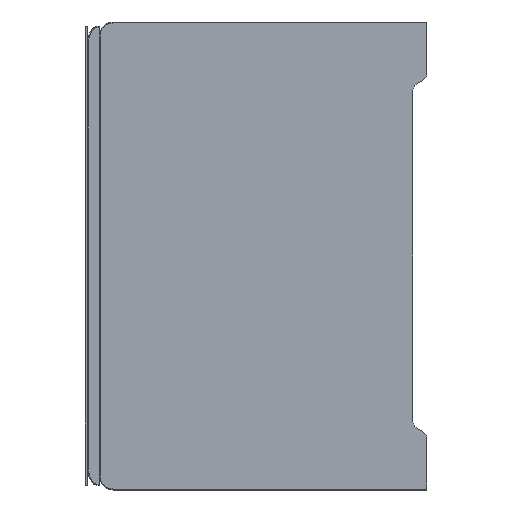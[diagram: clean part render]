
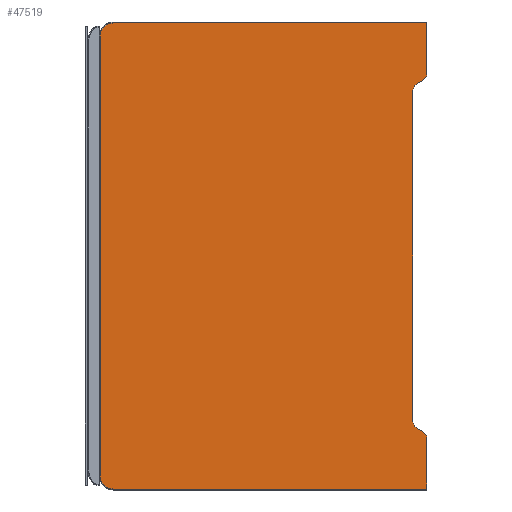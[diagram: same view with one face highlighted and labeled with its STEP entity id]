
A CAD part, left-side view. The second image highlights one B-rep face of the part: STEP entity #47519.
In plain terms, the highlighted planar face has unit normal (-1, 0, 0).
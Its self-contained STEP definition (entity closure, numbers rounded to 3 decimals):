
#655=CARTESIAN_POINT('',(0.,67.,-97.));
#656=DIRECTION('',(1.,0.,0.));
#657=DIRECTION('',(0.,0.,-1.));
#658=AXIS2_PLACEMENT_3D('',#655,#656,#657);
#660=CARTESIAN_POINT('',(0.,67.,-3.));
#661=DIRECTION('',(1.,0.,0.));
#662=DIRECTION('',(0.,1.,0.));
#663=AXIS2_PLACEMENT_3D('',#660,#661,#662);
#665=CARTESIAN_POINT('',(0.,1.732,-11.));
#666=DIRECTION('',(1.,0.,0.));
#667=DIRECTION('',(0.,-1.,0.));
#668=AXIS2_PLACEMENT_3D('',#665,#666,#667);
#670=DIRECTION('',(0.,0.866,-0.5));
#671=VECTOR('',#670,1.309);
#672=CARTESIAN_POINT('',(0.,0.866,-12.5));
#673=LINE('',#672,#671);
#674=CARTESIAN_POINT('',(0.,1.,-14.887));
#675=DIRECTION('',(-1.,0.,0.));
#676=DIRECTION('',(0.,0.5,0.866));
#677=AXIS2_PLACEMENT_3D('',#674,#675,#676);
#679=CARTESIAN_POINT('',(0.,1.,-85.113));
#680=DIRECTION('',(-1.,0.,0.));
#681=DIRECTION('',(0.,1.,0.));
#682=AXIS2_PLACEMENT_3D('',#679,#680,#681);
#684=DIRECTION('',(0.,-0.866,-0.5));
#685=VECTOR('',#684,1.309);
#686=CARTESIAN_POINT('',(0.,2.,-86.845));
#687=LINE('',#686,#685);
#688=CARTESIAN_POINT('',(0.,1.732,-89.));
#689=DIRECTION('',(1.,0.,0.));
#690=DIRECTION('',(0.,-0.5,0.866));
#691=AXIS2_PLACEMENT_3D('',#688,#689,#690);
#697=DIRECTION('',(0.,-1.,0.));
#698=VECTOR('',#697,67.);
#699=CARTESIAN_POINT('',(0.,67.,
-99.8));
#700=LINE('',#699,#698);
#715=DIRECTION('',(0.,0.,1.));
#716=VECTOR('',#715,10.8);
#717=CARTESIAN_POINT('',(0.,0.,-99.8));
#718=LINE('',#717,#716);
#755=DIRECTION('',(0.,0.,1.));
#756=VECTOR('',#755,70.226);
#757=CARTESIAN_POINT('',(0.,3.,-85.113));
#758=LINE('',#757,#756);
#834=DIRECTION('',(0.,0.,1.));
#835=VECTOR('',#834,10.8);
#836=CARTESIAN_POINT('',(0.,0.,-11.));
#837=LINE('',#836,#835);
#36933=DIRECTION('',(0.,1.,0.));
#36934=VECTOR('',#36933,67.);
#36935=CARTESIAN_POINT('',(0.,0.,-0.2));
#36936=LINE('',#36935,#36934);
#36956=DIRECTION('',(0.,0.,-1.));
#36957=VECTOR('',#36956,94.);
#36958=CARTESIAN_POINT('',(0.,69.8,
-3.));
#36959=LINE('',#36958,#36957);
#43201=CARTESIAN_POINT('',(0.,67.,
-99.8));
#43202=CARTESIAN_POINT('',(0.,69.8,
-97.));
#43203=VERTEX_POINT('',#43201);
#43204=VERTEX_POINT('',#43202);
#43205=CARTESIAN_POINT('',(0.,0.,-99.8));
#43206=VERTEX_POINT('',#43205);
#43207=CARTESIAN_POINT('',(0.,69.8,
-3.));
#43208=VERTEX_POINT('',#43207);
#43209=CARTESIAN_POINT('',(0.,67.,
-0.2));
#43210=VERTEX_POINT('',#43209);
#43211=CARTESIAN_POINT('',(0.,0.,-0.2));
#43212=VERTEX_POINT('',#43211);
#43213=CARTESIAN_POINT('',(0.,0.,-11.));
#43214=VERTEX_POINT('',#43213);
#43215=CARTESIAN_POINT('',(0.,0.866,-12.5));
#43216=VERTEX_POINT('',#43215);
#43217=CARTESIAN_POINT('',(0.,2.,-13.155));
#43218=VERTEX_POINT('',#43217);
#43219=CARTESIAN_POINT('',(0.,3.,-14.887));
#43220=VERTEX_POINT('',#43219);
#43221=CARTESIAN_POINT('',(0.,3.,-85.113));
#43222=VERTEX_POINT('',#43221);
#43223=CARTESIAN_POINT('',(0.,2.,-86.845));
#43224=VERTEX_POINT('',#43223);
#43225=CARTESIAN_POINT('',(0.,0.866,-87.5));
#43226=VERTEX_POINT('',#43225);
#43227=CARTESIAN_POINT('',(0.,0.,-89.));
#43228=VERTEX_POINT('',#43227);
#47485=CARTESIAN_POINT('',(0.,34.9,-50.));
#47486=DIRECTION('',(1.,0.,0.));
#47487=DIRECTION('',(0.,0.,1.));
#47488=AXIS2_PLACEMENT_3D('',#47485,#47486,#47487);
#47489=PLANE('',#47488);
#47491=ORIENTED_EDGE('',*,*,#47490,.F.);
#47492=ORIENTED_EDGE('',*,*,#47475,.T.);
#47494=ORIENTED_EDGE('',*,*,#47493,.F.);
#47496=ORIENTED_EDGE('',*,*,#47495,.T.);
#47498=ORIENTED_EDGE('',*,*,#47497,.F.);
#47500=ORIENTED_EDGE('',*,*,#47499,.F.);
#47502=ORIENTED_EDGE('',*,*,#47501,.T.);
#47504=ORIENTED_EDGE('',*,*,#47503,.T.);
#47506=ORIENTED_EDGE('',*,*,#47505,.T.);
#47508=ORIENTED_EDGE('',*,*,#47507,.F.);
#47510=ORIENTED_EDGE('',*,*,#47509,.T.);
#47512=ORIENTED_EDGE('',*,*,#47511,.T.);
#47514=ORIENTED_EDGE('',*,*,#47513,.T.);
#47516=ORIENTED_EDGE('',*,*,#47515,.F.);
#47517=EDGE_LOOP('',(#47491,#47492,#47494,#47496,#47498,#47500,#47502,#47504,
#47506,#47508,#47510,#47512,#47514,#47516));
#47518=FACE_OUTER_BOUND('',#47517,.F.);
#659=CIRCLE('',#658,2.8);
#664=CIRCLE('',#663,2.8);
#669=CIRCLE('',#668,1.732);
#678=CIRCLE('',#677,2.);
#683=CIRCLE('',#682,2.);
#692=CIRCLE('',#691,1.732);
#47475=EDGE_CURVE('',#43203,#43204,#659,.T.);
#47490=EDGE_CURVE('',#43203,#43206,#700,.T.);
#47493=EDGE_CURVE('',#43208,#43204,#36959,.T.);
#47495=EDGE_CURVE('',#43208,#43210,#664,.T.);
#47497=EDGE_CURVE('',#43212,#43210,#36936,.T.);
#47499=EDGE_CURVE('',#43214,#43212,#837,.T.);
#47501=EDGE_CURVE('',#43214,#43216,#669,.T.);
#47503=EDGE_CURVE('',#43216,#43218,#673,.T.);
#47505=EDGE_CURVE('',#43218,#43220,#678,.T.);
#47507=EDGE_CURVE('',#43222,#43220,#758,.T.);
#47509=EDGE_CURVE('',#43222,#43224,#683,.T.);
#47511=EDGE_CURVE('',#43224,#43226,#687,.T.);
#47513=EDGE_CURVE('',#43226,#43228,#692,.T.);
#47515=EDGE_CURVE('',#43206,#43228,#718,.T.);
#47519=ADVANCED_FACE('',(#47518),#47489,.F.);
